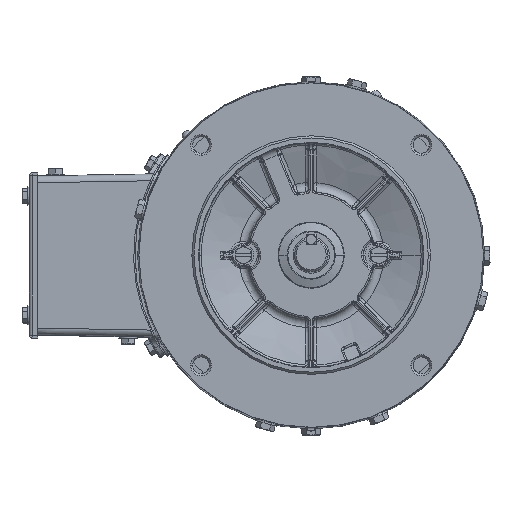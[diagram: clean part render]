
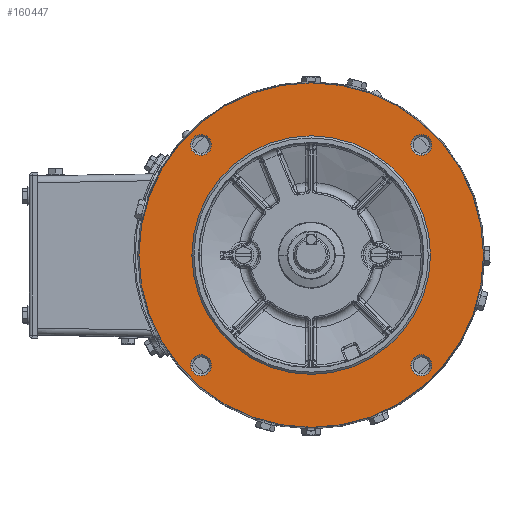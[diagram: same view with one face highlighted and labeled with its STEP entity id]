
A CAD part, top view. The second image highlights one B-rep face of the part: STEP entity #160447.
In plain terms, the highlighted face is planar.
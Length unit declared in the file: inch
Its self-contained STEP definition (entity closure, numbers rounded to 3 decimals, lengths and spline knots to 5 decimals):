
#903 = DIRECTION ( 'NONE',  ( -1., 0., 0. ) ) ;
#2358 = DIRECTION ( 'NONE',  ( 0., 1., 0. ) ) ;
#2364 = DIRECTION ( 'NONE',  ( 0., 0., -1. ) ) ;
#3365 = AXIS2_PLACEMENT_3D ( 'NONE', #160784, #73813, #40305 ) ;
#7070 = CARTESIAN_POINT ( 'NONE',  ( -2.07713, 2.07713, -1.19255 ) ) ;
#7075 = DIRECTION ( 'NONE',  ( 0., 0., -1. ) ) ;
#8443 = CIRCLE ( 'NONE', #63897, 2.25 ) ;
#9656 = EDGE_LOOP ( 'NONE', ( #142889, #50358 ) ) ;
#10969 = AXIS2_PLACEMENT_3D ( 'NONE', #53678, #128127, #110974 ) ;
#13703 = CARTESIAN_POINT ( 'NONE',  ( -3.25028, 0., -1.19255 ) ) ;
#14390 = CARTESIAN_POINT ( 'NONE',  ( -2.07713, 1.88013, -1.19255 ) ) ;
#15919 = CARTESIAN_POINT ( 'NONE',  ( 0., 2.25, -1.19255 ) ) ;
#19180 = EDGE_LOOP ( 'NONE', ( #106568, #69370 ) ) ;
#20815 = CIRCLE ( 'NONE', #10969, 2.25 ) ;
#22181 = CIRCLE ( 'NONE', #210914, 0.197 ) ;
#29391 = CIRCLE ( 'NONE', #170919, 3.25028 ) ;
#30951 = CARTESIAN_POINT ( 'NONE',  ( 2.07713, 2.27413, -1.19255 ) ) ;
#31038 = CARTESIAN_POINT ( 'NONE',  ( 0., 0., -1.19255 ) ) ;
#34591 = EDGE_CURVE ( 'NONE', #151244, #104704, #105856, .T. ) ;
#36248 = CIRCLE ( 'NONE', #60477, 0.197 ) ;
#36326 = DIRECTION ( 'NONE',  ( 0., 0., -1. ) ) ;
#37250 = DIRECTION ( 'NONE',  ( 0., 0., -1. ) ) ;
#40305 = DIRECTION ( 'NONE',  ( 1., 0., 0. ) ) ;
#41867 = VERTEX_POINT ( 'NONE', #158864 ) ;
#45492 = CIRCLE ( 'NONE', #67906, 0.197 ) ;
#47293 = CARTESIAN_POINT ( 'NONE',  ( 3.25028, 0., -1.19255 ) ) ;
#47771 = CARTESIAN_POINT ( 'NONE',  ( 0., -2.25, -1.19255 ) ) ;
#47920 = DIRECTION ( 'NONE',  ( -1., 0., 0. ) ) ;
#50358 = ORIENTED_EDGE ( 'NONE', *, *, #167504, .F. ) ;
#51071 = DIRECTION ( 'NONE',  ( 0., 0., -1. ) ) ;
#53482 = CARTESIAN_POINT ( 'NONE',  ( 0., 0., -1.19255 ) ) ;
#53678 = CARTESIAN_POINT ( 'NONE',  ( 0., 0., -1.19255 ) ) ;
#53852 = CIRCLE ( 'NONE', #112405, 0.197 ) ;
#54127 = DIRECTION ( 'NONE',  ( 0., 0., -1. ) ) ;
#55091 = VERTEX_POINT ( 'NONE', #181431 ) ;
#56798 = VERTEX_POINT ( 'NONE', #15919 ) ;
#57858 = CARTESIAN_POINT ( 'NONE',  ( 2.07713, -2.07713, -1.19255 ) ) ;
#60418 = VERTEX_POINT ( 'NONE', #13703 ) ;
#60477 = AXIS2_PLACEMENT_3D ( 'NONE', #57858, #140443, #89941 ) ;
#62273 = PLANE ( 'NONE',  #187606 ) ;
#63897 = AXIS2_PLACEMENT_3D ( 'NONE', #104068, #36326, #122693 ) ;
#64601 = CIRCLE ( 'NONE', #3365, 3.25028 ) ;
#64837 = CARTESIAN_POINT ( 'NONE',  ( -1.88013, -2.07713, -1.19255 ) ) ;
#64847 = EDGE_CURVE ( 'NONE', #71746, #41867, #201481, .T. ) ;
#65013 = DIRECTION ( 'NONE',  ( 0., 0., -1. ) ) ;
#66035 = ORIENTED_EDGE ( 'NONE', *, *, #188552, .F. ) ;
#66856 = ORIENTED_EDGE ( 'NONE', *, *, #201889, .F. ) ;
#67103 = FACE_BOUND ( 'NONE', #19180, .T. ) ;
#67906 = AXIS2_PLACEMENT_3D ( 'NONE', #7070, #74777, #92611 ) ;
#69370 = ORIENTED_EDGE ( 'NONE', *, *, #133014, .F. ) ;
#71746 = VERTEX_POINT ( 'NONE', #64837 ) ;
#71941 = CARTESIAN_POINT ( 'NONE',  ( -2.07713, 2.27413, -1.19255 ) ) ;
#73456 = VERTEX_POINT ( 'NONE', #14390 ) ;
#73613 = ORIENTED_EDGE ( 'NONE', *, *, #138462, .F. ) ;
#73813 = DIRECTION ( 'NONE',  ( 0., 0., 1. ) ) ;
#74777 = DIRECTION ( 'NONE',  ( 0., 0., -1. ) ) ;
#86103 = DIRECTION ( 'NONE',  ( 0., 1., 0. ) ) ;
#88432 = DIRECTION ( 'NONE',  ( 0., 1., 0. ) ) ;
#89941 = DIRECTION ( 'NONE',  ( -1., 0., 0. ) ) ;
#92611 = DIRECTION ( 'NONE',  ( 0., 1., 0. ) ) ;
#96347 = FACE_BOUND ( 'NONE', #143980, .T. ) ;
#100244 = CARTESIAN_POINT ( 'NONE',  ( 2.07713, 2.07713, -1.19255 ) ) ;
#104068 = CARTESIAN_POINT ( 'NONE',  ( 0., 0., -1.19255 ) ) ;
#104257 = CARTESIAN_POINT ( 'NONE',  ( -2.07713, 2.07713, -1.19255 ) ) ;
#104704 = VERTEX_POINT ( 'NONE', #209775 ) ;
#105856 = CIRCLE ( 'NONE', #220032, 0.197 ) ;
#106568 = ORIENTED_EDGE ( 'NONE', *, *, #137587, .F. ) ;
#110974 = DIRECTION ( 'NONE',  ( 0., -1., 0. ) ) ;
#112405 = AXIS2_PLACEMENT_3D ( 'NONE', #149836, #65013, #47920 ) ;
#112903 = ORIENTED_EDGE ( 'NONE', *, *, #165556, .F. ) ;
#112932 = EDGE_LOOP ( 'NONE', ( #168018, #73613 ) ) ;
#115887 = EDGE_LOOP ( 'NONE', ( #126416, #66856 ) ) ;
#120379 = EDGE_CURVE ( 'NONE', #60418, #217967, #64601, .T. ) ;
#122693 = DIRECTION ( 'NONE',  ( 0., -1., 0. ) ) ;
#126416 = ORIENTED_EDGE ( 'NONE', *, *, #210151, .F. ) ;
#128127 = DIRECTION ( 'NONE',  ( 0., 0., -1. ) ) ;
#130912 = ORIENTED_EDGE ( 'NONE', *, *, #64847, .F. ) ;
#132218 = DIRECTION ( 'NONE',  ( 0., 0., 1. ) ) ;
#133014 = EDGE_CURVE ( 'NONE', #160230, #55091, #53852, .T. ) ;
#133745 = FACE_BOUND ( 'NONE', #112932, .T. ) ;
#135960 = CIRCLE ( 'NONE', #147303, 0.197 ) ;
#136110 = CIRCLE ( 'NONE', #166140, 0.197 ) ;
#137587 = EDGE_CURVE ( 'NONE', #55091, #160230, #36248, .T. ) ;
#138462 = EDGE_CURVE ( 'NONE', #56798, #213625, #20815, .T. ) ;
#140443 = DIRECTION ( 'NONE',  ( 0., 0., -1. ) ) ;
#142889 = ORIENTED_EDGE ( 'NONE', *, *, #34591, .F. ) ;
#143980 = EDGE_LOOP ( 'NONE', ( #112903, #130912 ) ) ;
#146809 = ORIENTED_EDGE ( 'NONE', *, *, #120379, .F. ) ;
#147303 = AXIS2_PLACEMENT_3D ( 'NONE', #204512, #2364, #903 ) ;
#149728 = FACE_BOUND ( 'NONE', #9656, .T. ) ;
#149836 = CARTESIAN_POINT ( 'NONE',  ( 2.07713, -2.07713, -1.19255 ) ) ;
#151244 = VERTEX_POINT ( 'NONE', #30951 ) ;
#152275 = EDGE_CURVE ( 'NONE', #213625, #56798, #8443, .T. ) ;
#158119 = DIRECTION ( 'NONE',  ( -1., 0., 0. ) ) ;
#158864 = CARTESIAN_POINT ( 'NONE',  ( -2.27413, -2.07713, -1.19255 ) ) ;
#160230 = VERTEX_POINT ( 'NONE', #198886 ) ;
#160447 = ADVANCED_FACE ( 'NONE', ( #181409, #133745, #218818, #96347, #67103, #149728 ), #62273, .F. ) ;
#160784 = CARTESIAN_POINT ( 'NONE',  ( 0., 0., -1.19255 ) ) ;
#165556 = EDGE_CURVE ( 'NONE', #41867, #71746, #135960, .T. ) ;
#166140 = AXIS2_PLACEMENT_3D ( 'NONE', #205733, #54127, #88432 ) ;
#167504 = EDGE_CURVE ( 'NONE', #104704, #151244, #136110, .T. ) ;
#168018 = ORIENTED_EDGE ( 'NONE', *, *, #152275, .F. ) ;
#170919 = AXIS2_PLACEMENT_3D ( 'NONE', #53482, #189460, #172397 ) ;
#172397 = DIRECTION ( 'NONE',  ( 1., 0., 0. ) ) ;
#181409 = FACE_OUTER_BOUND ( 'NONE', #214480, .T. ) ;
#181431 = CARTESIAN_POINT ( 'NONE',  ( 1.88013, -2.07713, -1.19255 ) ) ;
#183394 = DIRECTION ( 'NONE',  ( 0., -1., 0. ) ) ;
#187606 = AXIS2_PLACEMENT_3D ( 'NONE', #31038, #132218, #183394 ) ;
#188552 = EDGE_CURVE ( 'NONE', #217967, #60418, #29391, .T. ) ;
#189460 = DIRECTION ( 'NONE',  ( 0., 0., 1. ) ) ;
#196872 = VERTEX_POINT ( 'NONE', #71941 ) ;
#198886 = CARTESIAN_POINT ( 'NONE',  ( 2.27413, -2.07713, -1.19255 ) ) ;
#201481 = CIRCLE ( 'NONE', #203915, 0.197 ) ;
#201889 = EDGE_CURVE ( 'NONE', #73456, #196872, #45492, .T. ) ;
#203915 = AXIS2_PLACEMENT_3D ( 'NONE', #208564, #7075, #158119 ) ;
#204512 = CARTESIAN_POINT ( 'NONE',  ( -2.07713, -2.07713, -1.19255 ) ) ;
#205733 = CARTESIAN_POINT ( 'NONE',  ( 2.07713, 2.07713, -1.19255 ) ) ;
#208564 = CARTESIAN_POINT ( 'NONE',  ( -2.07713, -2.07713, -1.19255 ) ) ;
#209775 = CARTESIAN_POINT ( 'NONE',  ( 2.07713, 1.88013, -1.19255 ) ) ;
#210151 = EDGE_CURVE ( 'NONE', #196872, #73456, #22181, .T. ) ;
#210914 = AXIS2_PLACEMENT_3D ( 'NONE', #104257, #37250, #2358 ) ;
#213625 = VERTEX_POINT ( 'NONE', #47771 ) ;
#214480 = EDGE_LOOP ( 'NONE', ( #66035, #146809 ) ) ;
#217967 = VERTEX_POINT ( 'NONE', #47293 ) ;
#218818 = FACE_BOUND ( 'NONE', #115887, .T. ) ;
#220032 = AXIS2_PLACEMENT_3D ( 'NONE', #100244, #51071, #86103 ) ;
